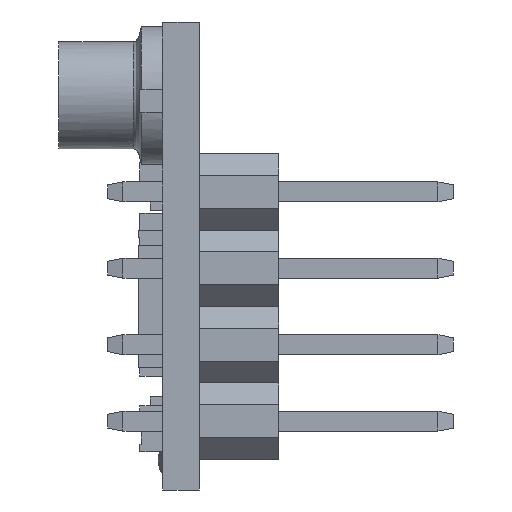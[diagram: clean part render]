
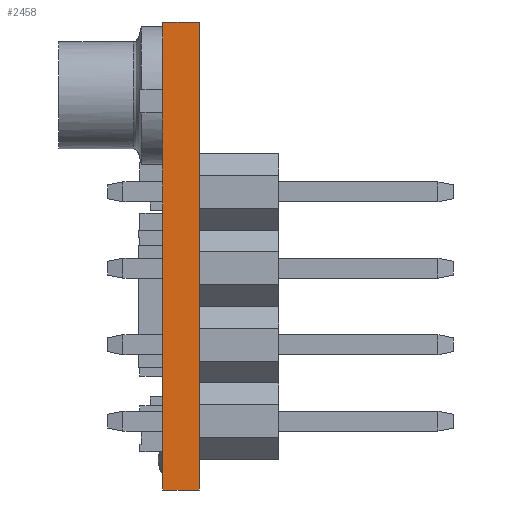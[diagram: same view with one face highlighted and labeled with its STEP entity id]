
A CAD part, left-side view. The second image highlights one B-rep face of the part: STEP entity #2458.
In plain terms, the highlighted planar face has unit normal (-1, 0, 0).
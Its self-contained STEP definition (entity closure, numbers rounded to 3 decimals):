
#17 = ORIENTED_EDGE ( 'NONE', *, *, #1244, .F. ) ;
#434 = DIRECTION ( 'NONE',  ( 0., 0., -1. ) ) ;
#1244 = EDGE_CURVE ( 'NONE', #13004, #16528, #2974, .T. ) ;
#2001 = CARTESIAN_POINT ( 'NONE',  ( -14.475, 0., -2.359 ) ) ;
#2164 = LINE ( 'NONE', #6406, #11224 ) ;
#2255 = VERTEX_POINT ( 'NONE', #8957 ) ;
#2355 = LINE ( 'NONE', #11123, #15855 ) ;
#2458 = ADVANCED_FACE ( 'NONE', ( #2990 ), #3633, .F. ) ;
#2658 = DIRECTION ( 'NONE',  ( 1., 0., 0. ) ) ;
#2664 = DIRECTION ( 'NONE',  ( 0., -1., 0. ) ) ;
#2711 = LINE ( 'NONE', #5318, #15078 ) ;
#2865 = ORIENTED_EDGE ( 'NONE', *, *, #9414, .F. ) ;
#2890 = VECTOR ( 'NONE', #8039, 1000. ) ;
#2932 = EDGE_CURVE ( 'NONE', #10695, #10144, #8518, .T. ) ;
#2974 = LINE ( 'NONE', #8746, #6068 ) ;
#2990 = FACE_OUTER_BOUND ( 'NONE', #7477, .T. ) ;
#3056 = DIRECTION ( 'NONE',  ( 0., 0., 1. ) ) ;
#3082 = DIRECTION ( 'NONE',  ( 0., 0., -1. ) ) ;
#3189 = DIRECTION ( 'NONE',  ( 0., 0., 1. ) ) ;
#3607 = VECTOR ( 'NONE', #3056, 1000. ) ;
#3633 = PLANE ( 'NONE',  #11546 ) ;
#3733 = CARTESIAN_POINT ( 'NONE',  ( -14.475, 0., -0.941 ) ) ;
#3803 = VERTEX_POINT ( 'NONE', #10754 ) ;
#3930 = CARTESIAN_POINT ( 'NONE',  ( -14.475, 0., -3.441 ) ) ;
#3940 = CARTESIAN_POINT ( 'NONE',  ( -14.475, 0., -7.65 ) ) ;
#4043 = DIRECTION ( 'NONE',  ( 0., 0., -1. ) ) ;
#4170 = VERTEX_POINT ( 'NONE', #17426 ) ;
#4193 = EDGE_CURVE ( 'NONE', #17852, #2255, #11499, .T. ) ;
#4195 = VERTEX_POINT ( 'NONE', #17553 ) ;
#5049 = VECTOR ( 'NONE', #434, 1000. ) ;
#5095 = CARTESIAN_POINT ( 'NONE',  ( -14.475, 1.2, 7.65 ) ) ;
#5282 = EDGE_CURVE ( 'NONE', #13004, #10373, #2355, .T. ) ;
#5318 = CARTESIAN_POINT ( 'NONE',  ( -14.475, 0., 0.141 ) ) ;
#5507 = ORIENTED_EDGE ( 'NONE', *, *, #5663, .T. ) ;
#5656 = CARTESIAN_POINT ( 'NONE',  ( -14.475, 0., -7.65 ) ) ;
#5663 = EDGE_CURVE ( 'NONE', #4170, #13748, #11368, .T. ) ;
#5822 = CARTESIAN_POINT ( 'NONE',  ( -14.475, 0., -7.65 ) ) ;
#5837 = CARTESIAN_POINT ( 'NONE',  ( -14.475, 0., -7.65 ) ) ;
#5866 = VECTOR ( 'NONE', #3082, 1000. ) ;
#6068 = VECTOR ( 'NONE', #3189, 1000. ) ;
#6361 = ORIENTED_EDGE ( 'NONE', *, *, #5282, .T. ) ;
#6406 = CARTESIAN_POINT ( 'NONE',  ( -14.475, 0., -7.65 ) ) ;
#6758 = LINE ( 'NONE', #16820, #5866 ) ;
#6808 = EDGE_CURVE ( 'NONE', #10907, #10144, #2711, .T. ) ;
#7207 = VECTOR ( 'NONE', #12624, 1000. ) ;
#7477 = EDGE_LOOP ( 'NONE', ( #14052, #14003, #11549, #15628, #17, #6361, #15391, #2865, #5507, #14544, #14667, #12919 ) ) ;
#7533 = VECTOR ( 'NONE', #10290, 1000. ) ;
#7861 = DIRECTION ( 'NONE',  ( 0., 0., 1. ) ) ;
#8039 = DIRECTION ( 'NONE',  ( 0., -1., 0. ) ) ;
#8221 = CARTESIAN_POINT ( 'NONE',  ( -14.475, 1.2, -7.65 ) ) ;
#8518 = LINE ( 'NONE', #5656, #13328 ) ;
#8746 = CARTESIAN_POINT ( 'NONE',  ( -14.475, 1.2, -7.65 ) ) ;
#8839 = CARTESIAN_POINT ( 'NONE',  ( -14.475, 0., 0.141 ) ) ;
#8957 = CARTESIAN_POINT ( 'NONE',  ( -14.475, 0., 7.65 ) ) ;
#9414 = EDGE_CURVE ( 'NONE', #4170, #3803, #17481, .T. ) ;
#10041 = VECTOR ( 'NONE', #15688, 1000. ) ;
#10144 = VERTEX_POINT ( 'NONE', #3733 ) ;
#10290 = DIRECTION ( 'NONE',  ( 0., 0., 1. ) ) ;
#10373 = VERTEX_POINT ( 'NONE', #3940 ) ;
#10695 = VERTEX_POINT ( 'NONE', #2001 ) ;
#10754 = CARTESIAN_POINT ( 'NONE',  ( -14.475, 0., -5.941 ) ) ;
#10907 = VERTEX_POINT ( 'NONE', #8839 ) ;
#10983 = LINE ( 'NONE', #11179, #7207 ) ;
#11123 = CARTESIAN_POINT ( 'NONE',  ( -14.475, 1.2, -7.65 ) ) ;
#11179 = CARTESIAN_POINT ( 'NONE',  ( -14.475, 0., -2.359 ) ) ;
#11224 = VECTOR ( 'NONE', #7861, 1000. ) ;
#11293 = DIRECTION ( 'NONE',  ( 0., 0., 1. ) ) ;
#11368 = LINE ( 'NONE', #5837, #10041 ) ;
#11499 = LINE ( 'NONE', #17306, #7533 ) ;
#11546 = AXIS2_PLACEMENT_3D ( 'NONE', #8221, #2658, #18120 ) ;
#11549 = ORIENTED_EDGE ( 'NONE', *, *, #4193, .T. ) ;
#12624 = DIRECTION ( 'NONE',  ( 0., 0., -1. ) ) ;
#12919 = ORIENTED_EDGE ( 'NONE', *, *, #6808, .F. ) ;
#13004 = VERTEX_POINT ( 'NONE', #13184 ) ;
#13064 = EDGE_CURVE ( 'NONE', #10373, #3803, #2164, .T. ) ;
#13184 = CARTESIAN_POINT ( 'NONE',  ( -14.475, 1.2, -7.65 ) ) ;
#13235 = EDGE_CURVE ( 'NONE', #10695, #13748, #10983, .T. ) ;
#13328 = VECTOR ( 'NONE', #11293, 1000. ) ;
#13341 = EDGE_CURVE ( 'NONE', #17852, #4195, #6758, .T. ) ;
#13748 = VERTEX_POINT ( 'NONE', #3930 ) ;
#13901 = LINE ( 'NONE', #5095, #2890 ) ;
#13983 = EDGE_CURVE ( 'NONE', #10907, #4195, #15089, .T. ) ;
#14003 = ORIENTED_EDGE ( 'NONE', *, *, #13341, .F. ) ;
#14052 = ORIENTED_EDGE ( 'NONE', *, *, #13983, .T. ) ;
#14544 = ORIENTED_EDGE ( 'NONE', *, *, #13235, .F. ) ;
#14667 = ORIENTED_EDGE ( 'NONE', *, *, #2932, .T. ) ;
#15078 = VECTOR ( 'NONE', #4043, 1000. ) ;
#15089 = LINE ( 'NONE', #5822, #3607 ) ;
#15391 = ORIENTED_EDGE ( 'NONE', *, *, #13064, .T. ) ;
#15460 = CARTESIAN_POINT ( 'NONE',  ( -14.475, 0., 2.641 ) ) ;
#15628 = ORIENTED_EDGE ( 'NONE', *, *, #16485, .F. ) ;
#15688 = DIRECTION ( 'NONE',  ( 0., 0., 1. ) ) ;
#15855 = VECTOR ( 'NONE', #2664, 1000. ) ;
#16388 = CARTESIAN_POINT ( 'NONE',  ( -14.475, 1.2, 7.65 ) ) ;
#16485 = EDGE_CURVE ( 'NONE', #16528, #2255, #13901, .T. ) ;
#16528 = VERTEX_POINT ( 'NONE', #16388 ) ;
#16820 = CARTESIAN_POINT ( 'NONE',  ( -14.475, 0., 2.641 ) ) ;
#17306 = CARTESIAN_POINT ( 'NONE',  ( -14.475, 0., -7.65 ) ) ;
#17426 = CARTESIAN_POINT ( 'NONE',  ( -14.475, 0., -4.859 ) ) ;
#17481 = LINE ( 'NONE', #17565, #5049 ) ;
#17553 = CARTESIAN_POINT ( 'NONE',  ( -14.475, 0., 1.559 ) ) ;
#17565 = CARTESIAN_POINT ( 'NONE',  ( -14.475, 0., -4.859 ) ) ;
#17852 = VERTEX_POINT ( 'NONE', #15460 ) ;
#18120 = DIRECTION ( 'NONE',  ( 0., 0., -1. ) ) ;
